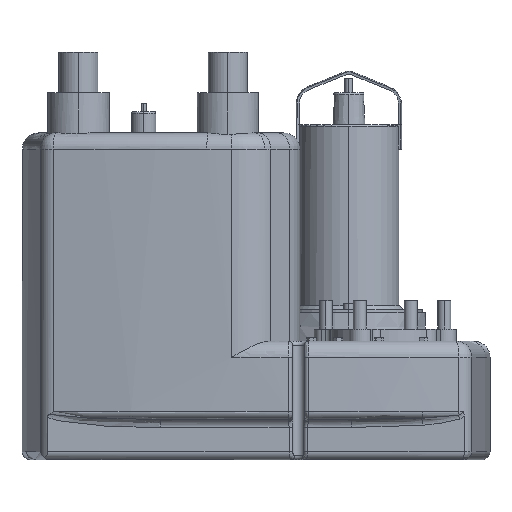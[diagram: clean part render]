
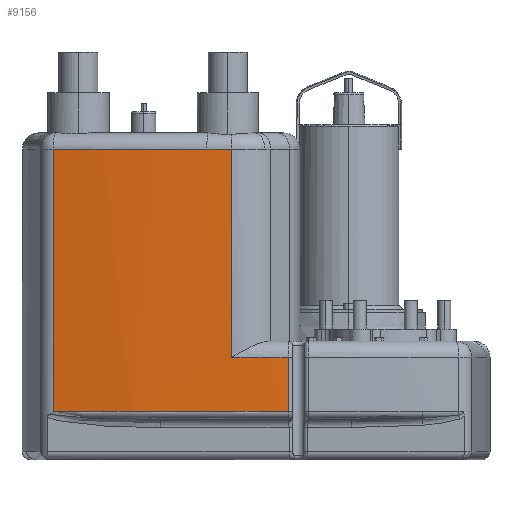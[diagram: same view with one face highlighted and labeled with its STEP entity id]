
A CAD part, left-side view. The second image highlights one B-rep face of the part: STEP entity #9156.
In plain terms, the highlighted cylindrical face has radius 1417 mm (diameter 2834 mm), a partial arc.
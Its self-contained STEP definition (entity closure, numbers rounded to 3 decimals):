
#8561=CARTESIAN_POINT('',(-427.176,145.306,385.0));
#8562=VERTEX_POINT('',#8561);
#8588=CARTESIAN_POINT('',(-405.04,366.293,385.0));
#8589=VERTEX_POINT('',#8588);
#8630=CARTESIAN_POINT('',(-426.194,175.827,385.0));
#8631=VERTEX_POINT('',#8630);
#8632=CARTESIAN_POINT('',(989.5,115.,385.0));
#8633=DIRECTION('',(0.0,0.0,1.0));
#8634=DIRECTION('',(-0.995,0.105,0.0));
#8635=AXIS2_PLACEMENT_3D('',#8632,#8633,#8634);
#8636=CIRCLE('',#8635,1417.0);
#8637=EDGE_CURVE('',#8589,#8631,#8636,.T.);
#8723=CARTESIAN_POINT('',(-405.04,366.293,60.0));
#8724=VERTEX_POINT('',#8723);
#8734=CARTESIAN_POINT('',(-405.04,366.293,60.0));
#8735=DIRECTION('',(0.0,0.0,1.0));
#8736=VECTOR('',#8735,325.0);
#8737=LINE('',#8734,#8736);
#8738=EDGE_CURVE('',#8724,#8589,#8737,.T.);
#8935=CARTESIAN_POINT('',(989.5,115.,385.0));
#8936=DIRECTION('',(0.,0.,1.0));
#8937=DIRECTION('',(-0.999,0.032,0.));
#8938=AXIS2_PLACEMENT_3D('',#8935,#8936,#8937);
#8939=CIRCLE('',#8938,1417.);
#8940=EDGE_CURVE('',#8631,#8562,#8939,.T.);
#9087=CARTESIAN_POINT('',(-427.176,145.306,127.));
#9088=VERTEX_POINT('',#9087);
#9089=CARTESIAN_POINT('',(-427.176,145.306,385.0));
#9090=DIRECTION('',(0.0,0.0,-1.0));
#9091=VECTOR('',#9090,258.0);
#9092=LINE('',#9089,#9091);
#9093=EDGE_CURVE('',#8562,#9088,#9092,.T.);
#9121=CARTESIAN_POINT('',(989.5,115.,50.0));
#9122=DIRECTION('',(0.0,0.0,1.0));
#9123=DIRECTION('',(-0.982,0.187,0.0));
#9124=AXIS2_PLACEMENT_3D('',#9121,#9122,#9123);
#9125=CYLINDRICAL_SURFACE('',#9124,1417.0);
#9126=ORIENTED_EDGE('',*,*,#8940,.F.);
#9127=ORIENTED_EDGE('',*,*,#8637,.F.);
#9128=ORIENTED_EDGE('',*,*,#8738,.F.);
#9129=CARTESIAN_POINT('',(-426.931,74.858,60.0));
#9130=VERTEX_POINT('',#9129);
#9131=CARTESIAN_POINT('',(989.5,115.,60.0));
#9132=DIRECTION('',(0.0,0.0,-1.0));
#9133=DIRECTION('',(-0.997,0.078,0.0));
#9134=AXIS2_PLACEMENT_3D('',#9131,#9132,#9133);
#9135=CIRCLE('',#9134,1417.0);
#9136=EDGE_CURVE('',#9130,#8724,#9135,.T.);
#9137=ORIENTED_EDGE('',*,*,#9136,.F.);
#9138=CARTESIAN_POINT('',(-426.931,74.858,127.));
#9139=VERTEX_POINT('',#9138);
#9140=CARTESIAN_POINT('',(-426.931,74.858,127.));
#9141=DIRECTION('',(0.0,0.0,-1.0));
#9142=VECTOR('',#9141,67.);
#9143=LINE('',#9140,#9142);
#9144=EDGE_CURVE('',#9139,#9130,#9143,.T.);
#9145=ORIENTED_EDGE('',*,*,#9144,.F.);
#9146=CARTESIAN_POINT('',(989.5,115.,127.));
#9147=DIRECTION('',(0.0,0.0,1.0));
#9148=DIRECTION('',(-0.982,0.187,0.0));
#9149=AXIS2_PLACEMENT_3D('',#9146,#9147,#9148);
#9150=CIRCLE('',#9149,1417.0);
#9151=EDGE_CURVE('',#9088,#9139,#9150,.T.);
#9152=ORIENTED_EDGE('',*,*,#9151,.F.);
#9153=ORIENTED_EDGE('',*,*,#9093,.F.);
#9154=EDGE_LOOP('',(#9126,#9127,#9128,#9137,#9145,#9152,#9153));
#9155=FACE_OUTER_BOUND('',#9154,.T.);
#9156=ADVANCED_FACE('',(#9155),#9125,.T.);
